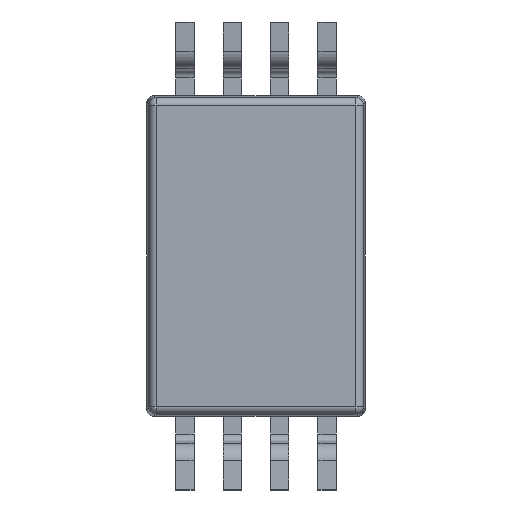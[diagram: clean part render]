
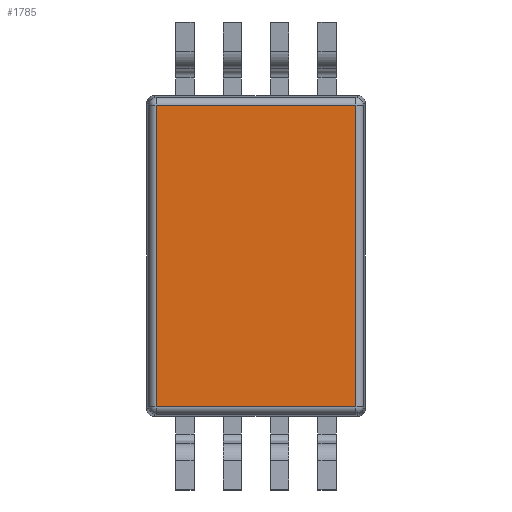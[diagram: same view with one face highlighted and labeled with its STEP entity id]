
A CAD part, front view. The second image highlights one B-rep face of the part: STEP entity #1785.
In plain terms, the highlighted planar face has unit normal (0, -1, 0).
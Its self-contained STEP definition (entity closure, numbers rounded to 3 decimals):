
#799=DIRECTION('',(-1.,0.,0.));
#800=VECTOR('',#799,2.742);
#801=CARTESIAN_POINT('',(1.371,-0.575,2.071));
#802=LINE('',#801,#800);
#813=DIRECTION('',(1.,0.,0.));
#814=VECTOR('',#813,2.742);
#815=CARTESIAN_POINT('',(-1.371,-0.575,-2.071));
#816=LINE('',#815,#814);
#851=DIRECTION('',(0.,0.,1.));
#852=VECTOR('',#851,4.142);
#853=CARTESIAN_POINT('',(1.371,-0.575,-2.071));
#854=LINE('',#853,#852);
#889=DIRECTION('',(0.,0.,-1.));
#890=VECTOR('',#889,4.142);
#891=CARTESIAN_POINT('',(-1.371,-0.575,2.071));
#892=LINE('',#891,#890);
#1179=CARTESIAN_POINT('',(1.371,-0.575,2.071));
#1180=CARTESIAN_POINT('',(-1.371,-0.575,2.071));
#1181=VERTEX_POINT('',#1179);
#1182=VERTEX_POINT('',#1180);
#1187=CARTESIAN_POINT('',(1.371,-0.575,-2.071));
#1188=VERTEX_POINT('',#1187);
#1193=CARTESIAN_POINT('',(-1.371,-0.575,-2.071));
#1194=VERTEX_POINT('',#1193);
#1771=CARTESIAN_POINT('',(-1.5,-0.575,-2.2));
#1772=DIRECTION('',(0.,-1.,0.));
#1773=DIRECTION('',(1.,0.,0.));
#1774=AXIS2_PLACEMENT_3D('',#1771,#1772,#1773);
#1775=PLANE('',#1774);
#1777=ORIENTED_EDGE('',*,*,#1776,.F.);
#1779=ORIENTED_EDGE('',*,*,#1778,.F.);
#1780=ORIENTED_EDGE('',*,*,#1762,.F.);
#1782=ORIENTED_EDGE('',*,*,#1781,.F.);
#1783=EDGE_LOOP('',(#1777,#1779,#1780,#1782));
#1784=FACE_OUTER_BOUND('',#1783,.F.);
#1785=ADVANCED_FACE('',(#1784),#1775,.T.);
#1762=EDGE_CURVE('',#1181,#1182,#802,.T.);
#1776=EDGE_CURVE('',#1194,#1188,#816,.T.);
#1778=EDGE_CURVE('',#1182,#1194,#892,.T.);
#1781=EDGE_CURVE('',#1188,#1181,#854,.T.);
